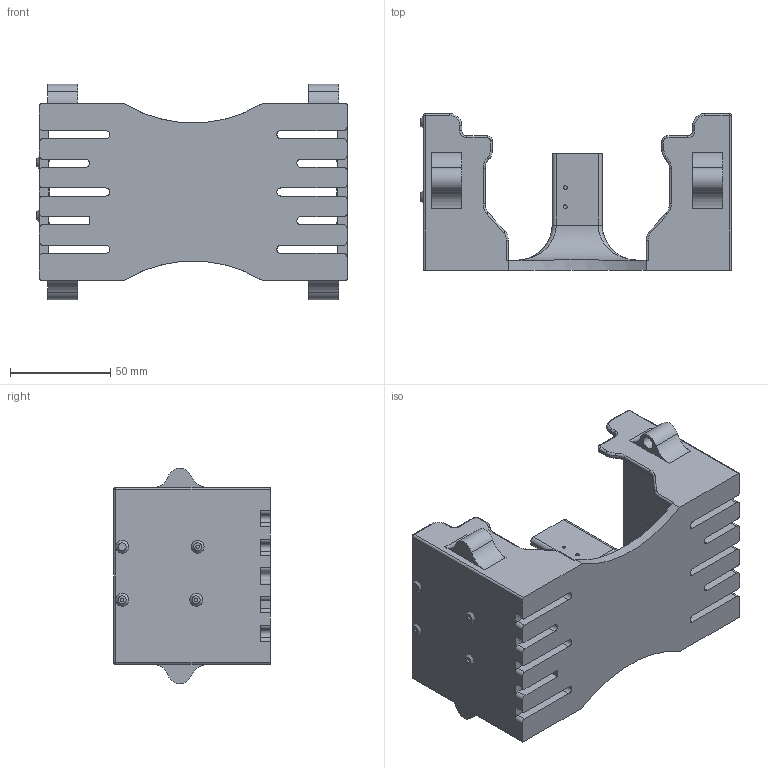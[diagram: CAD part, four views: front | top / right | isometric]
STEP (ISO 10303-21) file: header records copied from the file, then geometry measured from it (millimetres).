
FILE_DESCRIPTION(/* description */ (''),/* implementation_level */ '2;1');
FILE_NAME(/* name */ 'Machine Housing V3.1.step',/* time_stamp */ '2024-06-01T14:00:05+10:00',/* author */ (''),/* organization */ (''),/* preprocessor_version */ 'ST-DEVELOPER v20',/* originating_system */ 'Autodesk Translation Framework v12.14.0.127',/* authorisation */ '');
FILE_SCHEMA (('AUTOMOTIVE_DESIGN { 1 0 10303 214 3 1 1 }'));
Length unit declared in the file: millimetre
Products named in the file (1): Machine Housing V3.3
Bounding box: 154.5 x 78 x 107.31 mm (x, y, z)
Volume: 171810.8 mm3; surface area: 80801.6 mm2
Topology: 1 solids, 1 shells, 409 faces, 1042 edges, 636 vertices
Faces by surface type: cylinder 172, plane 157, torus 64, bspline 8, cone 4, sphere 4
Full cylindrical faces by diameter (mm): 1.8 x5, 2.8 x6, 6.55 x4
Entity records: 12653 total; most frequent: CARTESIAN_POINT 2443, DIRECTION 2254, ORIENTED_EDGE 2076, EDGE_CURVE 1038, AXIS2_PLACEMENT_3D 832, VERTEX_POINT 636, LINE 590, VECTOR 590
